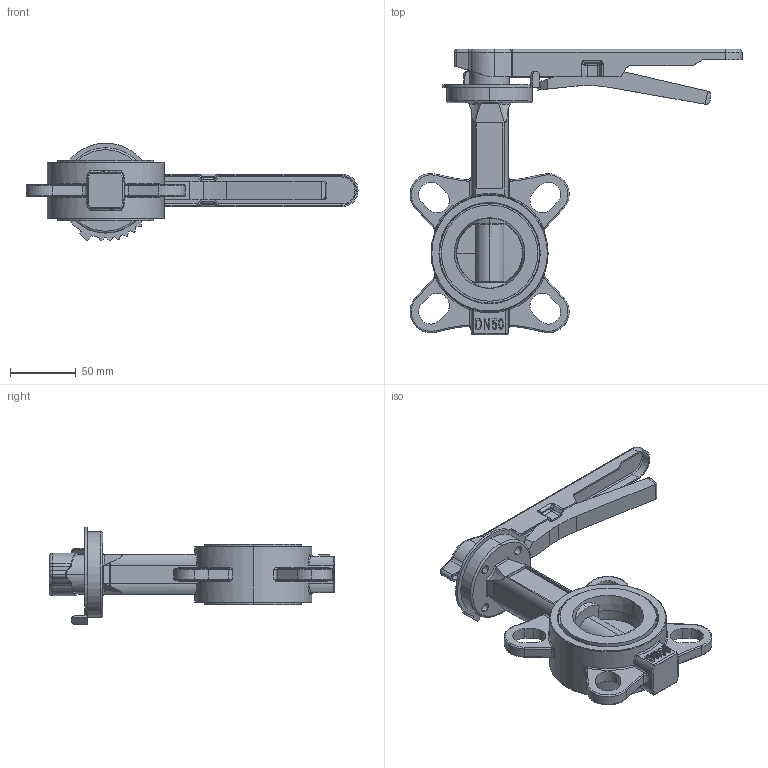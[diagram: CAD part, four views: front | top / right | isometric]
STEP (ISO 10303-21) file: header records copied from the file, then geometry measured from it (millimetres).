
FILE_DESCRIPTION (( 'STEP AP203' ), '1' );
FILE_NAME ('J9.000050L16C.STEP', '2018-10-05T14:51:01', ( '' ), ( '' ), 'SwSTEP 2.0', 'SolidWorks 2014', '' );
FILE_SCHEMA (( 'CONFIG_CONTROL_DESIGN' ));
Length unit declared in the file: millimetre
Products named in the file (1): J9.000050L16C
Bounding box: 252.55 x 217 x 74.36 mm (x, y, z)
Volume: 405800.5 mm3; surface area: 97040.1 mm2
Topology: 1 solids, 7 shells, 640 faces, 1644 edges, 1011 vertices
Faces by surface type: cylinder 220, plane 200, torus 98, bspline 64, cone 50, sphere 8
Entity records: 22887 total; most frequent: CARTESIAN_POINT 7793, ORIENTED_EDGE 3236, DIRECTION 3064, EDGE_CURVE 1618, AXIS2_PLACEMENT_3D 1162, VERTEX_POINT 1011, LINE 740, VECTOR 740
